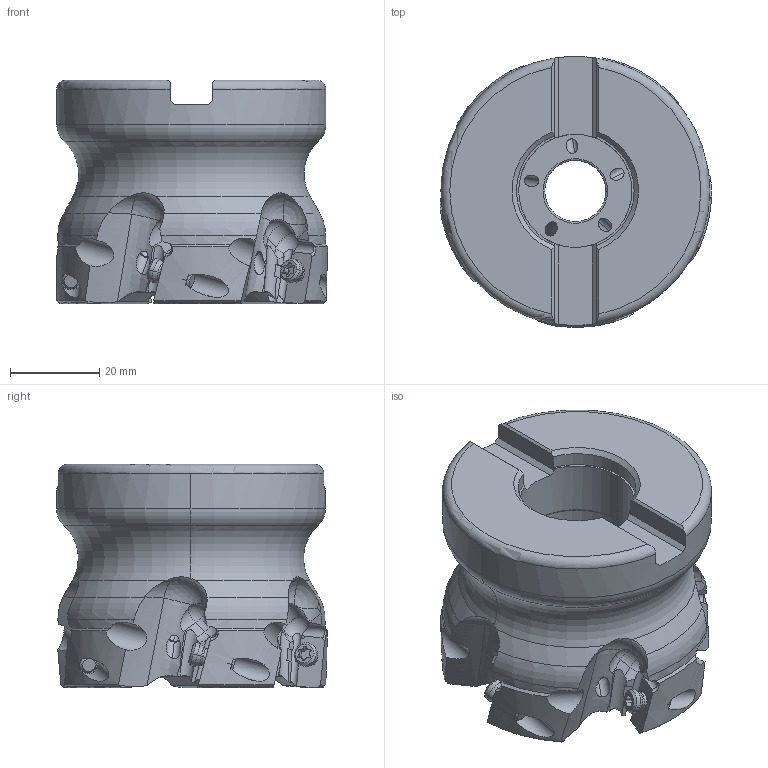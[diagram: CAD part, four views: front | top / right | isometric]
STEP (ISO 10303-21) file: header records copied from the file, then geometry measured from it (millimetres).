
FILE_DESCRIPTION(/* description */ (''),/* implementation_level */ '2;1');
FILE_NAME(/* name */ 'APX4000UR2505CA.stp',/* time_stamp */ '2021-09-08T11:43:09+09:00',/* author */ (''),/* organization */ (''),/* preprocessor_version */ 'ST-DEVELOPER v16',/* originating_system */ 'SIEMENS PLM Software NX 10.0',/* authorisation */ '');
FILE_SCHEMA (('AUTOMOTIVE_DESIGN { 1 0 10303 214 3 1 1 1 }'));
Length unit declared in the file: millimetre
Products named in the file (1): APX4000UR2505CA_ASM
Bounding box: 60.82 x 60.78 x 50.15 mm (x, y, z)
Volume: 93161.8 mm3; surface area: 20959.1 mm2
Topology: 6 solids, 6 shells, 460 faces, 1394 edges, 945 vertices
Faces by surface type: cylinder 192, plane 111, cone 73, torus 39, sphere 30, bspline 15
Entity records: 23127 total; most frequent: CARTESIAN_POINT 10717, ORIENTED_EDGE 2748, DIRECTION 2470, EDGE_CURVE 1374, AXIS2_PLACEMENT_3D 1091, VERTEX_POINT 937, CIRCLE 553, EDGE_LOOP 493
